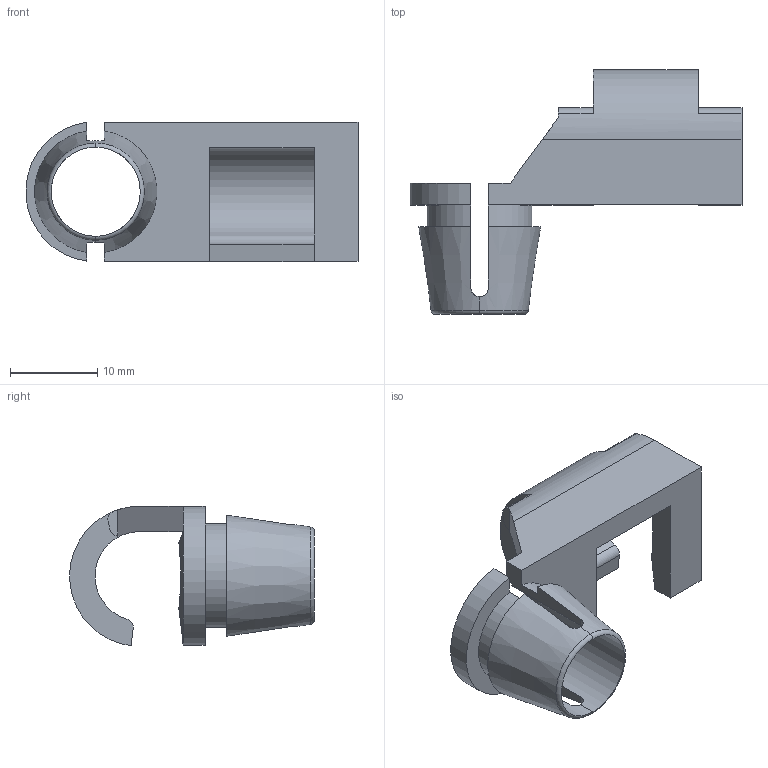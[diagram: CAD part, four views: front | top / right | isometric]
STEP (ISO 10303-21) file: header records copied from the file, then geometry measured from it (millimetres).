
FILE_DESCRIPTION (( 'STEP AP203' ), '1' );
FILE_NAME ('sone3D.STEP', '2014-05-02T10:38:46', ( '' ), ( '' ), 'SwSTEP 2.0', 'SolidWorks 2012', '' );
FILE_SCHEMA (( 'CONFIG_CONTROL_DESIGN' ));
Length unit declared in the file: millimetre
Products named in the file (1): sone3D
Bounding box: 37.97 x 28 x 15.94 mm (x, y, z)
Volume: 2421.7 mm3; surface area: 2847.1 mm2
Topology: 1 solids, 1 shells, 55 faces, 157 edges, 102 vertices
Faces by surface type: plane 33, cylinder 16, cone 4, torus 2
Entity records: 1929 total; most frequent: CARTESIAN_POINT 426, ORIENTED_EDGE 314, DIRECTION 285, EDGE_CURVE 157, VERTEX_POINT 102, LINE 99, VECTOR 99, AXIS2_PLACEMENT_3D 93
